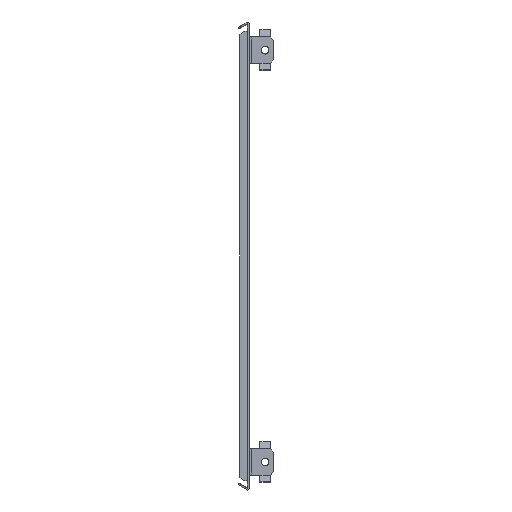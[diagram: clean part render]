
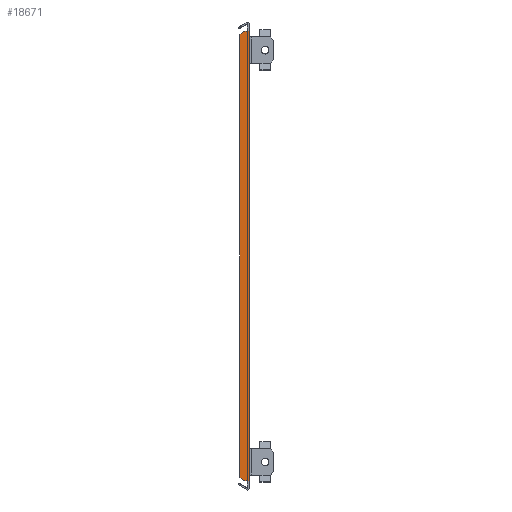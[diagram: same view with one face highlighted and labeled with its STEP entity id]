
A CAD part, front view. The second image highlights one B-rep face of the part: STEP entity #18671.
In plain terms, the highlighted planar face has unit normal (0, -1, 0).
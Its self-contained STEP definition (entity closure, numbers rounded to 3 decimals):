
#264 = CARTESIAN_POINT ( 'NONE',  ( -5., -253., -190.897 ) ) ;
#274 = DIRECTION ( 'NONE',  ( -1., 0., 0. ) ) ;
#650 = LINE ( 'NONE', #19642, #13668 ) ;
#926 = DIRECTION ( 'NONE',  ( 0.707, 0., -0.707 ) ) ;
#1342 = LINE ( 'NONE', #13557, #26117 ) ;
#1426 = EDGE_LOOP ( 'NONE', ( #21366, #20445, #6019, #16995, #25529, #2329, #2034, #12046 ) ) ;
#1624 = VERTEX_POINT ( 'NONE', #23634 ) ;
#1678 = DIRECTION ( 'NONE',  ( 1., 0., 0. ) ) ;
#1957 = DIRECTION ( 'NONE',  ( 1., 0., 0. ) ) ;
#2034 = ORIENTED_EDGE ( 'NONE', *, *, #13030, .T. ) ;
#2329 = ORIENTED_EDGE ( 'NONE', *, *, #26449, .T. ) ;
#2414 = VECTOR ( 'NONE', #1957, 1000. ) ;
#2540 = LINE ( 'NONE', #8787, #3955 ) ;
#2850 = LINE ( 'NONE', #8825, #17078 ) ;
#3464 = CARTESIAN_POINT ( 'NONE',  ( -2.5, -253., -190.897 ) ) ;
#3563 = PLANE ( 'NONE',  #6258 ) ;
#3907 = CARTESIAN_POINT ( 'NONE',  ( -2.5, -253., 190.897 ) ) ;
#3955 = VECTOR ( 'NONE', #10800, 1000. ) ;
#4962 = LINE ( 'NONE', #10908, #25642 ) ;
#5606 = DIRECTION ( 'NONE',  ( -1., 0., 0. ) ) ;
#5805 = EDGE_CURVE ( 'NONE', #9880, #9721, #20891, .T. ) ;
#6007 = CARTESIAN_POINT ( 'NONE',  ( -8., -253., 0. ) ) ;
#6019 = ORIENTED_EDGE ( 'NONE', *, *, #23823, .T. ) ;
#6258 = AXIS2_PLACEMENT_3D ( 'NONE', #25928, #24170, #5606 ) ;
#8787 = CARTESIAN_POINT ( 'NONE',  ( 0., -253., -190.897 ) ) ;
#8825 = CARTESIAN_POINT ( 'NONE',  ( 0., -253., 190.897 ) ) ;
#9721 = VERTEX_POINT ( 'NONE', #18259 ) ;
#9880 = VERTEX_POINT ( 'NONE', #3907 ) ;
#10190 = VERTEX_POINT ( 'NONE', #26494 ) ;
#10800 = DIRECTION ( 'NONE',  ( 1., 0., 0. ) ) ;
#10908 = CARTESIAN_POINT ( 'NONE',  ( 0., -253., 0. ) ) ;
#10956 = VERTEX_POINT ( 'NONE', #19554 ) ;
#12046 = ORIENTED_EDGE ( 'NONE', *, *, #16652, .T. ) ;
#12065 = EDGE_CURVE ( 'NONE', #16564, #1624, #2540, .T. ) ;
#13030 = EDGE_CURVE ( 'NONE', #16831, #10956, #18059, .T. ) ;
#13557 = CARTESIAN_POINT ( 'NONE',  ( -97.948, -253., 97.948 ) ) ;
#13668 = VECTOR ( 'NONE', #926, 1000. ) ;
#14011 = CARTESIAN_POINT ( 'NONE',  ( -5., -253., 190.897 ) ) ;
#15291 = DIRECTION ( 'NONE',  ( -0.707, 0., -0.707 ) ) ;
#16564 = VERTEX_POINT ( 'NONE', #264 ) ;
#16652 = EDGE_CURVE ( 'NONE', #10956, #16564, #650, .T. ) ;
#16831 = VERTEX_POINT ( 'NONE', #25039 ) ;
#16995 = ORIENTED_EDGE ( 'NONE', *, *, #5805, .F. ) ;
#17078 = VECTOR ( 'NONE', #274, 1000. ) ;
#17659 = FACE_OUTER_BOUND ( 'NONE', #1426, .T. ) ;
#18059 = LINE ( 'NONE', #6007, #26077 ) ;
#18222 = VERTEX_POINT ( 'NONE', #14011 ) ;
#18259 = CARTESIAN_POINT ( 'NONE',  ( 0., -253., 190.897 ) ) ;
#18671 = ADVANCED_FACE ( 'NONE', ( #17659 ), #3563, .F. ) ;
#18898 = EDGE_CURVE ( 'NONE', #9880, #18222, #2850, .T. ) ;
#19167 = DIRECTION ( 'NONE',  ( 0., 0., 1. ) ) ;
#19554 = CARTESIAN_POINT ( 'NONE',  ( -8., -253., -187.897 ) ) ;
#19642 = CARTESIAN_POINT ( 'NONE',  ( -97.948, -253., -97.948 ) ) ;
#20445 = ORIENTED_EDGE ( 'NONE', *, *, #23970, .T. ) ;
#20891 = LINE ( 'NONE', #24867, #2414 ) ;
#21366 = ORIENTED_EDGE ( 'NONE', *, *, #12065, .T. ) ;
#21889 = LINE ( 'NONE', #3464, #23054 ) ;
#22519 = DIRECTION ( 'NONE',  ( 0., 0., -1. ) ) ;
#23054 = VECTOR ( 'NONE', #1678, 1000. ) ;
#23634 = CARTESIAN_POINT ( 'NONE',  ( -2.5, -253., -190.897 ) ) ;
#23823 = EDGE_CURVE ( 'NONE', #10190, #9721, #4962, .T. ) ;
#23970 = EDGE_CURVE ( 'NONE', #1624, #10190, #21889, .T. ) ;
#24170 = DIRECTION ( 'NONE',  ( 0., 1., 0. ) ) ;
#24867 = CARTESIAN_POINT ( 'NONE',  ( 0., -253., 190.897 ) ) ;
#25039 = CARTESIAN_POINT ( 'NONE',  ( -8., -253., 187.897 ) ) ;
#25529 = ORIENTED_EDGE ( 'NONE', *, *, #18898, .T. ) ;
#25642 = VECTOR ( 'NONE', #19167, 1000. ) ;
#25928 = CARTESIAN_POINT ( 'NONE',  ( 0., -253., 0. ) ) ;
#26077 = VECTOR ( 'NONE', #22519, 1000. ) ;
#26117 = VECTOR ( 'NONE', #15291, 1000. ) ;
#26449 = EDGE_CURVE ( 'NONE', #18222, #16831, #1342, .T. ) ;
#26494 = CARTESIAN_POINT ( 'NONE',  ( 0., -253., -190.897 ) ) ;
